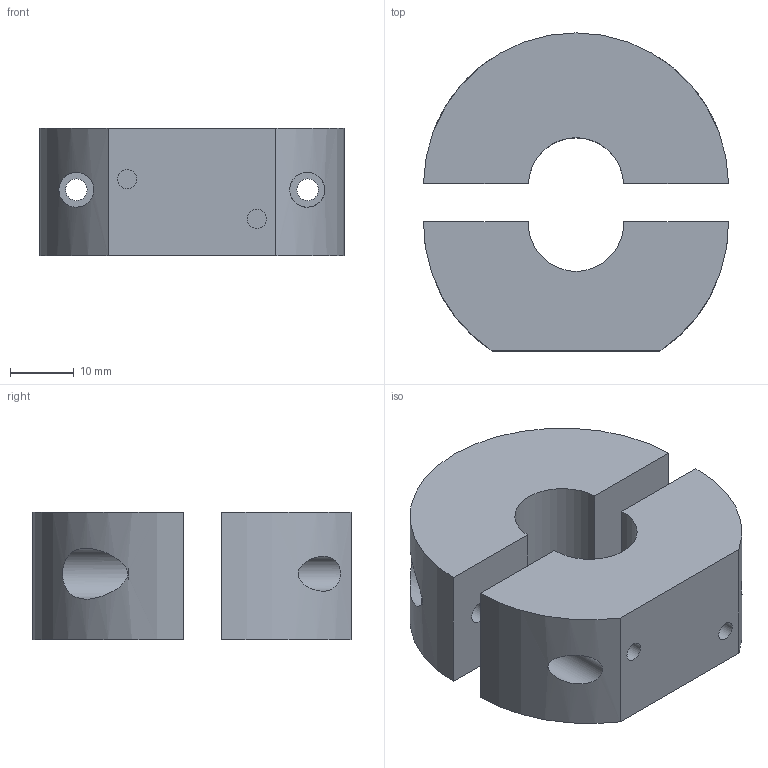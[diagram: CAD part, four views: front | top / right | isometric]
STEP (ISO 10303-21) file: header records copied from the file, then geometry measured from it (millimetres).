
FILE_DESCRIPTION(/* description */ (''),/* implementation_level */ '2;1');
FILE_NAME(/* name */ 'church light mount v2 v11.step',/* time_stamp */ '2025-05-18T19:19:54-04:00',/* author */ (''),/* organization */ (''),/* preprocessor_version */ 'ST-DEVELOPER v20.1',/* originating_system */ 'Autodesk Translation Framework v14.4.0.0',/* authorisation */ '');
FILE_SCHEMA (('AUTOMOTIVE_DESIGN { 1 0 10303 214 3 1 1 }'));
Length unit declared in the file: millimetre
Products named in the file (1): church light mount v2
Bounding box: 48 x 50.04 x 20 mm (x, y, z)
Volume: 29489.7 mm3; surface area: 9438.2 mm2
Topology: 2 solids, 2 shells, 44 faces, 100 edges, 67 vertices
Faces by surface type: plane 29, cylinder 15
Full cylindrical faces by diameter (mm): 3 x2, 3.4 x4, 5.5 x2, 8 x1
Entity records: 1430 total; most frequent: CARTESIAN_POINT 364, DIRECTION 213, ORIENTED_EDGE 200, EDGE_CURVE 100, AXIS2_PLACEMENT_3D 73, LINE 67, VECTOR 67, VERTEX_POINT 67
